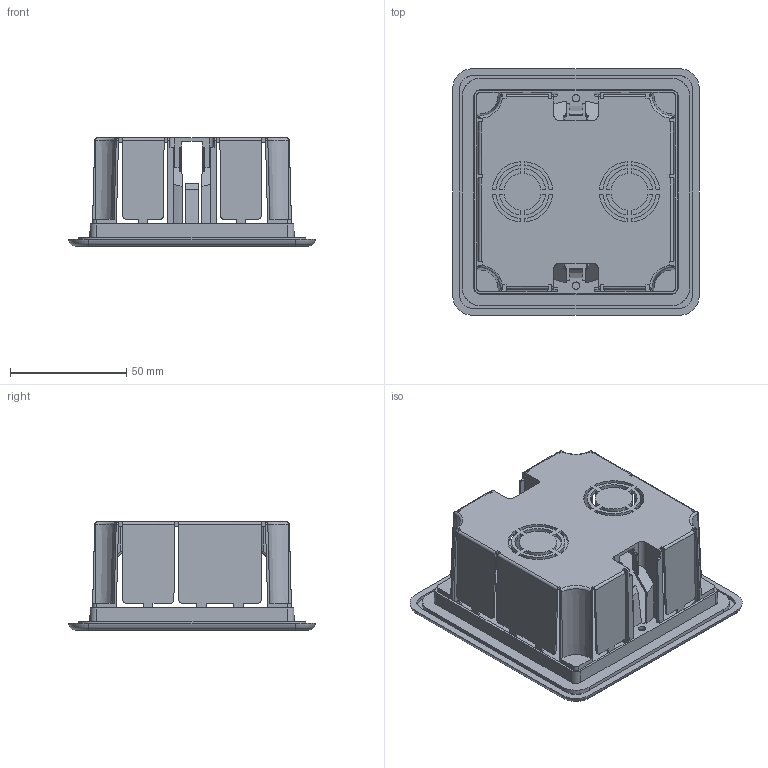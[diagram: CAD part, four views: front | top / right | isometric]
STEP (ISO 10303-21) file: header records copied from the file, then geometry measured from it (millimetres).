
FILE_DESCRIPTION (( 'STEP AP214' ), '1' );
FILE_NAME ('GE41001.STEP', '2021-11-09T07:44:20', ( '' ), ( '' ), 'SwSTEP 2.0', 'SolidWorks 2017', '' );
FILE_SCHEMA (( 'AUTOMOTIVE_DESIGN' ));
Length unit declared in the file: millimetre
Products named in the file (1): GE41001
Bounding box: 106 x 106 x 46.5 mm (x, y, z)
Volume: 44566.3 mm3; surface area: 71502.4 mm2
Topology: 2 solids, 2 shells, 574 faces, 1680 edges, 1074 vertices
Faces by surface type: plane 290, cylinder 208, cone 28, torus 20, bspline 16, sphere 12
Entity records: 27014 total; most frequent: CARTESIAN_POINT 6088, ORIENTED_EDGE 3332, DIRECTION 2692, EDGE_CURVE 1666, VERTEX_POINT 1072, LINE 1040, VECTOR 1040, AXIS2_PLACEMENT_3D 826
